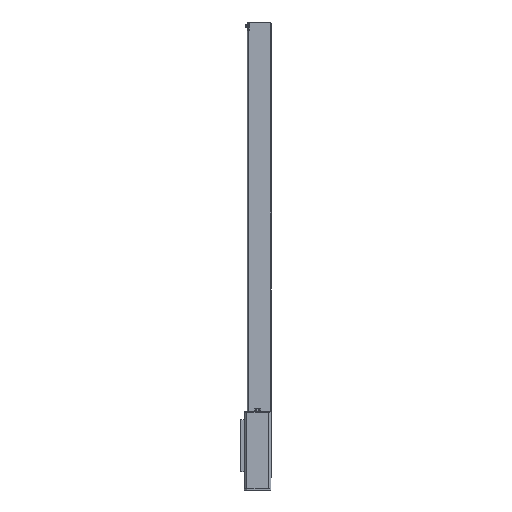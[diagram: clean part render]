
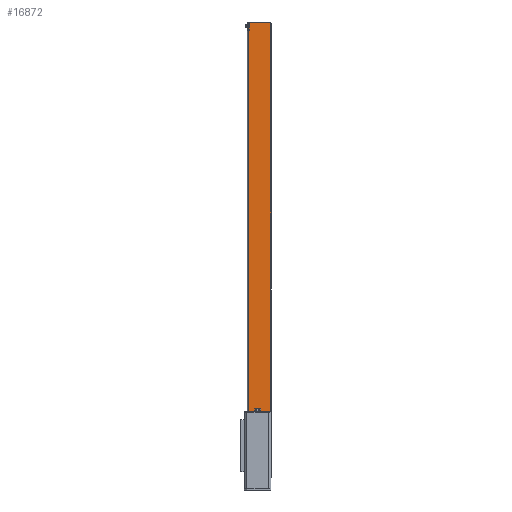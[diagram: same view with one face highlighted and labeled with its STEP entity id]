
A CAD part, left-side view. The second image highlights one B-rep face of the part: STEP entity #16872.
In plain terms, the highlighted planar face has unit normal (-1, 0, 0).
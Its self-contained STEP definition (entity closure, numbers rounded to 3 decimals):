
#91 = VERTEX_POINT ( 'NONE', #8490 ) ;
#100 = AXIS2_PLACEMENT_3D ( 'NONE', #14140, #2544, #9283 ) ;
#650 = DIRECTION ( 'NONE',  ( 0., -1., 0. ) ) ;
#760 = CARTESIAN_POINT ( 'NONE',  ( -51.27, -19., 714.2 ) ) ;
#1282 = AXIS2_PLACEMENT_3D ( 'NONE', #16507, #13990, #5325 ) ;
#2129 = AXIS2_PLACEMENT_3D ( 'NONE', #19687, #4429, #6614 ) ;
#2382 = ORIENTED_EDGE ( 'NONE', *, *, #24471, .T. ) ;
#2544 = DIRECTION ( 'NONE',  ( -1., 0., 0. ) ) ;
#3230 = DIRECTION ( 'NONE',  ( 0., 0., -1. ) ) ;
#3287 = ORIENTED_EDGE ( 'NONE', *, *, #24347, .T. ) ;
#3659 = ORIENTED_EDGE ( 'NONE', *, *, #22436, .T. ) ;
#4301 = CIRCLE ( 'NONE', #100, 2. ) ;
#4429 = DIRECTION ( 'NONE',  ( -1., 0., 0. ) ) ;
#4761 = DIRECTION ( 'NONE',  ( 1., 0., 0. ) ) ;
#4834 = CARTESIAN_POINT ( 'NONE',  ( -51.27, 13., 702. ) ) ;
#5138 = CARTESIAN_POINT ( 'NONE',  ( -51.27, 13., 758.673 ) ) ;
#5252 = ORIENTED_EDGE ( 'NONE', *, *, #24434, .T. ) ;
#5325 = DIRECTION ( 'NONE',  ( 0., 0., -1. ) ) ;
#5484 = CIRCLE ( 'NONE', #1282, 2. ) ;
#6081 = VECTOR ( 'NONE', #15657, 1000. ) ;
#6614 = DIRECTION ( 'NONE',  ( 0., 0., -1. ) ) ;
#6636 = VERTEX_POINT ( 'NONE', #15663 ) ;
#7102 = VECTOR ( 'NONE', #28879, 1000. ) ;
#7169 = ORIENTED_EDGE ( 'NONE', *, *, #21844, .T. ) ;
#7241 = EDGE_CURVE ( 'NONE', #14126, #22713, #28409, .T. ) ;
#7380 = EDGE_CURVE ( 'NONE', #26891, #22713, #14796, .T. ) ;
#7626 = ORIENTED_EDGE ( 'NONE', *, *, #25691, .T. ) ;
#7839 = VECTOR ( 'NONE', #13537, 1000. ) ;
#7979 = CARTESIAN_POINT ( 'NONE',  ( -51.27, -21., 12. ) ) ;
#8490 = CARTESIAN_POINT ( 'NONE',  ( -51.27, 11., 714.2 ) ) ;
#8557 = LINE ( 'NONE', #13109, #7102 ) ;
#8965 = EDGE_CURVE ( 'NONE', #91, #14816, #18240, .T. ) ;
#9283 = DIRECTION ( 'NONE',  ( 0., 0., -1. ) ) ;
#9892 = ORIENTED_EDGE ( 'NONE', *, *, #8965, .F. ) ;
#10786 = EDGE_LOOP ( 'NONE', ( #2382, #25192, #19342, #5252, #9892, #7626, #7169, #3287, #3659 ) ) ;
#11178 = CARTESIAN_POINT ( 'NONE',  ( -51.27, 14.125, 714.2 ) ) ;
#11214 = VECTOR ( 'NONE', #3230, 1000. ) ;
#12417 = AXIS2_PLACEMENT_3D ( 'NONE', #22924, #4761, #18559 ) ;
#13109 = CARTESIAN_POINT ( 'NONE',  ( -51.27, 14.125, 702. ) ) ;
#13537 = DIRECTION ( 'NONE',  ( 0., -1., 0. ) ) ;
#13990 = DIRECTION ( 'NONE',  ( -1., 0., 0. ) ) ;
#14126 = VERTEX_POINT ( 'NONE', #20492 ) ;
#14140 = CARTESIAN_POINT ( 'NONE',  ( -51.27, -19., 712.2 ) ) ;
#14719 = CARTESIAN_POINT ( 'NONE',  ( -51.27, -21., 758.673 ) ) ;
#14783 = LINE ( 'NONE', #23682, #6081 ) ;
#14796 = CIRCLE ( 'NONE', #2129, 2. ) ;
#14816 = VERTEX_POINT ( 'NONE', #760 ) ;
#15657 = DIRECTION ( 'NONE',  ( 0., 0., -1. ) ) ;
#15663 = CARTESIAN_POINT ( 'NONE',  ( -51.27, 13., 712.2 ) ) ;
#16378 = PLANE ( 'NONE',  #12417 ) ;
#16507 = CARTESIAN_POINT ( 'NONE',  ( -51.27, 11., 712.2 ) ) ;
#16872 = ADVANCED_FACE ( 'NONE', ( #20583 ), #16378, .F. ) ;
#18240 = LINE ( 'NONE', #11178, #7839 ) ;
#18261 = CARTESIAN_POINT ( 'NONE',  ( -51.27, 14.125, 10. ) ) ;
#18559 = DIRECTION ( 'NONE',  ( 0., 0., -1. ) ) ;
#19020 = VERTEX_POINT ( 'NONE', #4834 ) ;
#19248 = DIRECTION ( 'NONE',  ( 0., 0., -1. ) ) ;
#19342 = ORIENTED_EDGE ( 'NONE', *, *, #7241, .F. ) ;
#19687 = CARTESIAN_POINT ( 'NONE',  ( -51.27, -19., 12. ) ) ;
#20492 = CARTESIAN_POINT ( 'NONE',  ( -51.27, -21., 712.2 ) ) ;
#20583 = FACE_OUTER_BOUND ( 'NONE', #10786, .T. ) ;
#21844 = EDGE_CURVE ( 'NONE', #6636, #19020, #23155, .T. ) ;
#22436 = EDGE_CURVE ( 'NONE', #27998, #27488, #14783, .T. ) ;
#22659 = CARTESIAN_POINT ( 'NONE',  ( -51.27, -19., 10. ) ) ;
#22713 = VERTEX_POINT ( 'NONE', #7979 ) ;
#22924 = CARTESIAN_POINT ( 'NONE',  ( -51.27, 14.125, 758.673 ) ) ;
#23019 = VECTOR ( 'NONE', #650, 1000. ) ;
#23155 = LINE ( 'NONE', #5138, #11214 ) ;
#23682 = CARTESIAN_POINT ( 'NONE',  ( -51.27, 14.125, 758.673 ) ) ;
#24051 = CARTESIAN_POINT ( 'NONE',  ( -51.27, 14.125, 10. ) ) ;
#24347 = EDGE_CURVE ( 'NONE', #19020, #27998, #8557, .T. ) ;
#24434 = EDGE_CURVE ( 'NONE', #14126, #14816, #4301, .T. ) ;
#24471 = EDGE_CURVE ( 'NONE', #27488, #26891, #25089, .T. ) ;
#25089 = LINE ( 'NONE', #18261, #23019 ) ;
#25192 = ORIENTED_EDGE ( 'NONE', *, *, #7380, .T. ) ;
#25691 = EDGE_CURVE ( 'NONE', #91, #6636, #5484, .T. ) ;
#26891 = VERTEX_POINT ( 'NONE', #22659 ) ;
#27488 = VERTEX_POINT ( 'NONE', #24051 ) ;
#27998 = VERTEX_POINT ( 'NONE', #28597 ) ;
#28291 = VECTOR ( 'NONE', #19248, 1000. ) ;
#28409 = LINE ( 'NONE', #14719, #28291 ) ;
#28597 = CARTESIAN_POINT ( 'NONE',  ( -51.27, 14.125, 702. ) ) ;
#28879 = DIRECTION ( 'NONE',  ( 0., 1., 0. ) ) ;
